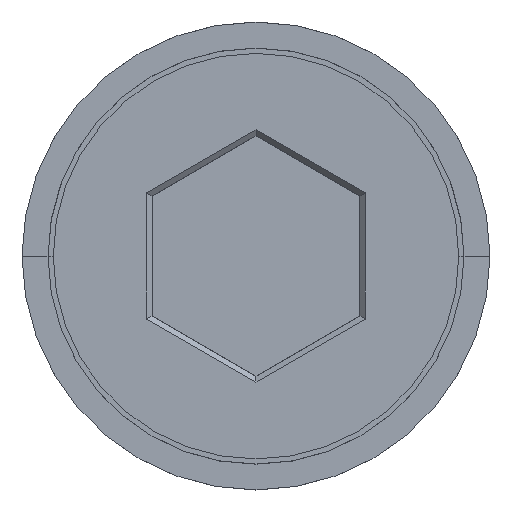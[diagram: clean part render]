
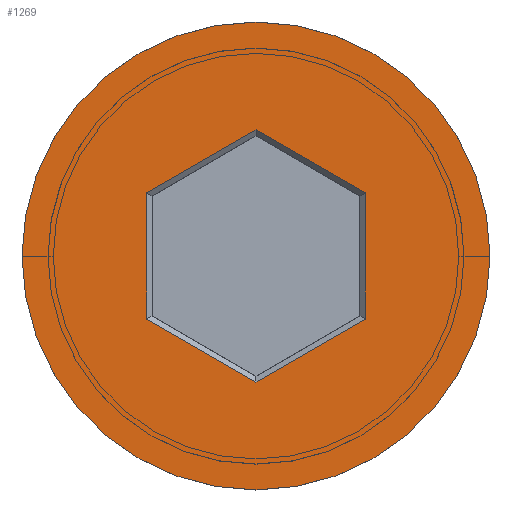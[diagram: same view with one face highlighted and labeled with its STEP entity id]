
A CAD part, top view. The second image highlights one B-rep face of the part: STEP entity #1269.
In plain terms, the highlighted planar face has unit normal (0, 0, 1).
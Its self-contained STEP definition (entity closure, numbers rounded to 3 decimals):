
#30 = CARTESIAN_POINT ( 'NONE',  ( -2.1, 1.212, 0. ) ) ;
#68 = CARTESIAN_POINT ( 'NONE',  ( 2.05, 1.241, 0. ) ) ;
#81 = VECTOR ( 'NONE', #938, 1000. ) ;
#139 = CARTESIAN_POINT ( 'NONE',  ( 0., 2.425, 0. ) ) ;
#140 = EDGE_CURVE ( 'NONE', #820, #757, #797, .T. ) ;
#159 = FACE_OUTER_BOUND ( 'NONE', #265, .T. ) ;
#195 = CARTESIAN_POINT ( 'NONE',  ( 2.1, -1.155, 0. ) ) ;
#259 = CARTESIAN_POINT ( 'NONE',  ( 0., 0., 0. ) ) ;
#265 = EDGE_LOOP ( 'NONE', ( #701, #1118 ) ) ;
#268 = CARTESIAN_POINT ( 'NONE',  ( 0., 0., 0. ) ) ;
#269 = EDGE_LOOP ( 'NONE', ( #876, #658, #493, #617, #1520, #1420 ) ) ;
#295 = LINE ( 'NONE', #1271, #899 ) ;
#320 = LINE ( 'NONE', #195, #81 ) ;
#344 = LINE ( 'NONE', #932, #875 ) ;
#414 = DIRECTION ( 'NONE',  ( 0.866, 0.5, 0. ) ) ;
#428 = CARTESIAN_POINT ( 'NONE',  ( -2.1, -1.212, 0. ) ) ;
#434 = FACE_BOUND ( 'NONE', #269, .T. ) ;
#444 = VERTEX_POINT ( 'NONE', #1502 ) ;
#476 = DIRECTION ( 'NONE',  ( 0., 0., 1. ) ) ;
#493 = ORIENTED_EDGE ( 'NONE', *, *, #140, .T. ) ;
#514 = AXIS2_PLACEMENT_3D ( 'NONE', #637, #476, #1092 ) ;
#529 = CARTESIAN_POINT ( 'NONE',  ( 2.1, 1.212, 0. ) ) ;
#557 = DIRECTION ( 'NONE',  ( 0., 0., 1. ) ) ;
#617 = ORIENTED_EDGE ( 'NONE', *, *, #976, .T. ) ;
#625 = DIRECTION ( 'NONE',  ( 0., 0., 1. ) ) ;
#637 = CARTESIAN_POINT ( 'NONE',  ( 0., 0., 0. ) ) ;
#651 = CIRCLE ( 'NONE', #830, 4.5 ) ;
#658 = ORIENTED_EDGE ( 'NONE', *, *, #791, .T. ) ;
#660 = VERTEX_POINT ( 'NONE', #968 ) ;
#692 = DIRECTION ( 'NONE',  ( 0., 1., 0. ) ) ;
#701 = ORIENTED_EDGE ( 'NONE', *, *, #1529, .T. ) ;
#719 = DIRECTION ( 'NONE',  ( -0.866, -0.5, 0. ) ) ;
#757 = VERTEX_POINT ( 'NONE', #529 ) ;
#791 = EDGE_CURVE ( 'NONE', #863, #820, #295, .T. ) ;
#797 = LINE ( 'NONE', #68, #1057 ) ;
#820 = VERTEX_POINT ( 'NONE', #139 ) ;
#830 = AXIS2_PLACEMENT_3D ( 'NONE', #259, #625, #1472 ) ;
#838 = CARTESIAN_POINT ( 'NONE',  ( 0.05, -2.396, 0. ) ) ;
#863 = VERTEX_POINT ( 'NONE', #30 ) ;
#875 = VECTOR ( 'NONE', #692, 1000. ) ;
#876 = ORIENTED_EDGE ( 'NONE', *, *, #1448, .T. ) ;
#899 = VECTOR ( 'NONE', #414, 1000. ) ;
#904 = VECTOR ( 'NONE', #1359, 1000. ) ;
#932 = CARTESIAN_POINT ( 'NONE',  ( -2.1, 1.155, 0. ) ) ;
#938 = DIRECTION ( 'NONE',  ( 0., -1., 0. ) ) ;
#959 = LINE ( 'NONE', #838, #1549 ) ;
#968 = CARTESIAN_POINT ( 'NONE',  ( -4.5, 0., 0. ) ) ;
#976 = EDGE_CURVE ( 'NONE', #757, #1540, #320, .T. ) ;
#1057 = VECTOR ( 'NONE', #1285, 1000. ) ;
#1092 = DIRECTION ( 'NONE',  ( 1., 0., 0. ) ) ;
#1118 = ORIENTED_EDGE ( 'NONE', *, *, #1153, .T. ) ;
#1148 = PLANE ( 'NONE',  #1524 ) ;
#1153 = EDGE_CURVE ( 'NONE', #660, #444, #651, .T. ) ;
#1216 = CIRCLE ( 'NONE', #514, 4.5 ) ;
#1226 = CARTESIAN_POINT ( 'NONE',  ( 2.1, -1.212, 0. ) ) ;
#1250 = VERTEX_POINT ( 'NONE', #428 ) ;
#1269 = ADVANCED_FACE ( 'NONE', ( #434, #159 ), #1148, .T. ) ;
#1271 = CARTESIAN_POINT ( 'NONE',  ( -0.05, 2.396, 0. ) ) ;
#1275 = DIRECTION ( 'NONE',  ( 1., 0., 0. ) ) ;
#1285 = DIRECTION ( 'NONE',  ( 0.866, -0.5, 0. ) ) ;
#1345 = CARTESIAN_POINT ( 'NONE',  ( -2.05, -1.241, 0. ) ) ;
#1359 = DIRECTION ( 'NONE',  ( -0.866, 0.5, 0. ) ) ;
#1420 = ORIENTED_EDGE ( 'NONE', *, *, #1547, .T. ) ;
#1434 = VERTEX_POINT ( 'NONE', #1541 ) ;
#1448 = EDGE_CURVE ( 'NONE', #1250, #863, #344, .T. ) ;
#1472 = DIRECTION ( 'NONE',  ( 1., 0., 0. ) ) ;
#1495 = EDGE_CURVE ( 'NONE', #1540, #1434, #959, .T. ) ;
#1502 = CARTESIAN_POINT ( 'NONE',  ( 4.5, 0., 0. ) ) ;
#1520 = ORIENTED_EDGE ( 'NONE', *, *, #1495, .T. ) ;
#1524 = AXIS2_PLACEMENT_3D ( 'NONE', #268, #557, #1275 ) ;
#1529 = EDGE_CURVE ( 'NONE', #444, #660, #1216, .T. ) ;
#1540 = VERTEX_POINT ( 'NONE', #1226 ) ;
#1541 = CARTESIAN_POINT ( 'NONE',  ( 0., -2.425, 0. ) ) ;
#1547 = EDGE_CURVE ( 'NONE', #1434, #1250, #1591, .T. ) ;
#1549 = VECTOR ( 'NONE', #719, 1000. ) ;
#1591 = LINE ( 'NONE', #1345, #904 ) ;
